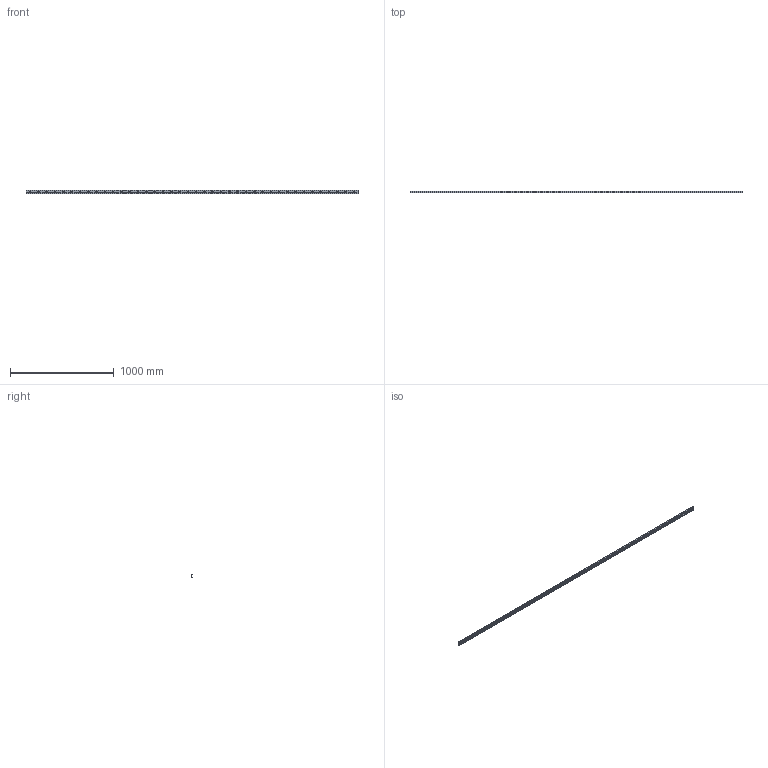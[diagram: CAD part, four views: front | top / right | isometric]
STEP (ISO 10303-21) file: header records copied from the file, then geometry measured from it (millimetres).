
FILE_DESCRIPTION((''),'2;1');
FILE_NAME('LCX 35-3200.C.stp','2016-04-28T09:13:20',('MRathmann'),(''),'Autodesk Inventor 2012','Autodesk Inventor 2012','');
FILE_SCHEMA(('CONFIG_CONTROL_DESIGN'));
Length unit declared in the file: millimetre
Products named in the file (1): LCX 35-3200.C
Bounding box: 3200 x 16.5 x 35 mm (x, y, z)
Volume: 689715.6 mm3; surface area: 410790.8 mm2
Topology: 1 solids, 1 shells, 148 faces, 478 edges, 332 vertices
Faces by surface type: cylinder 93, plane 55
Full cylindrical faces by diameter (mm): 8 x40, 15 x40
Entity records: 5534 total; most frequent: CARTESIAN_POINT 1879, DIRECTION 762, ORIENTED_EDGE 636, AXIS2_PLACEMENT_3D 335, EDGE_CURVE 318, EDGE_LOOP 308, VERTEX_POINT 252, CIRCLE 186
